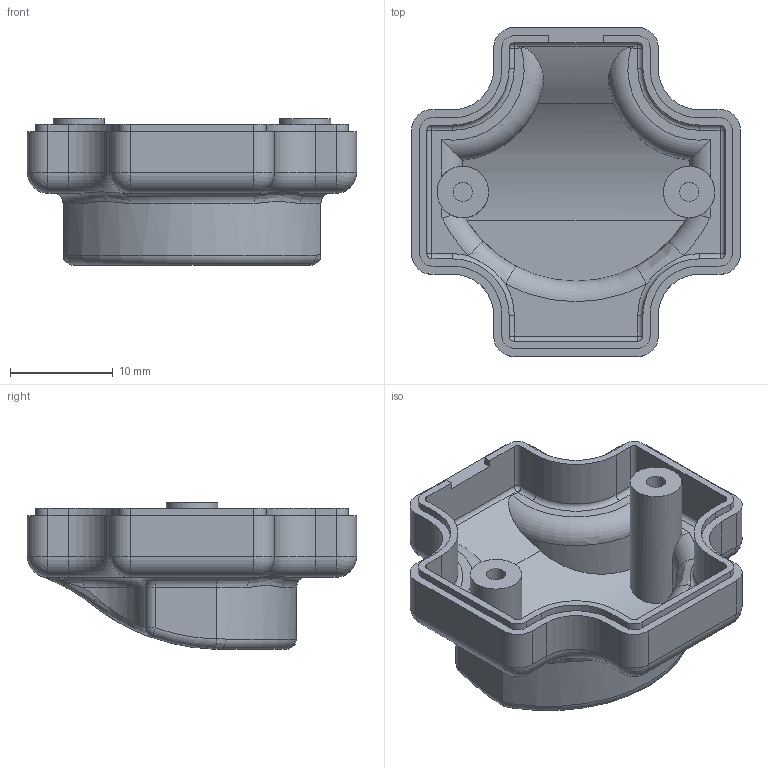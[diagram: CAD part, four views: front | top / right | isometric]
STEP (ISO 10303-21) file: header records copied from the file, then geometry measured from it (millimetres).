
FILE_DESCRIPTION(/* description */ (''),/* implementation_level */ '2;1');
FILE_NAME(/* name */ '45-0121.stp',/* time_stamp */ '2015-03-09T15:42:05-04:00',/* author */ ('Justin'),/* organization */ (''),/* preprocessor_version */ 'ST-DEVELOPER v15.6',/* originating_system */ 'Autodesk Inventor 2015',/* authorisation */ '');
FILE_SCHEMA (('CONFIG_CONTROL_DESIGN'));
Length unit declared in the file: millimetre
Products named in the file (1): 45-0121
Bounding box: 32 x 32 x 14.25 mm (x, y, z)
Volume: 2755 mm3; surface area: 3735.2 mm2
Topology: 1 solids, 1 shells, 200 faces, 487 edges, 290 vertices
Faces by surface type: cylinder 82, plane 57, torus 25, bspline 18, sphere 18
Full cylindrical faces by diameter (mm): 1.85 x2, 5 x2
Entity records: 6700 total; most frequent: CARTESIAN_POINT 2064, DIRECTION 990, ORIENTED_EDGE 958, EDGE_CURVE 479, AXIS2_PLACEMENT_3D 390, VERTEX_POINT 288, LINE 210, VECTOR 210
